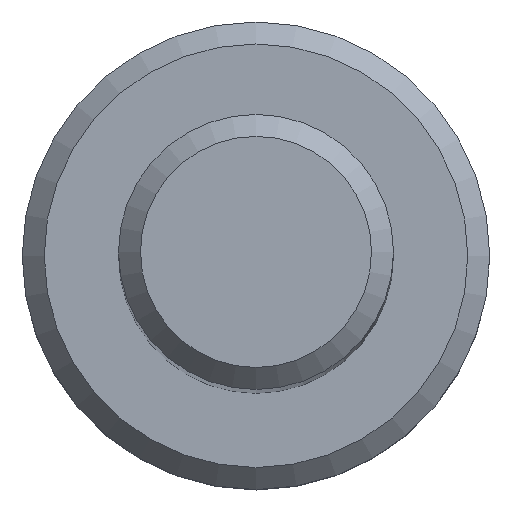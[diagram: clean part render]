
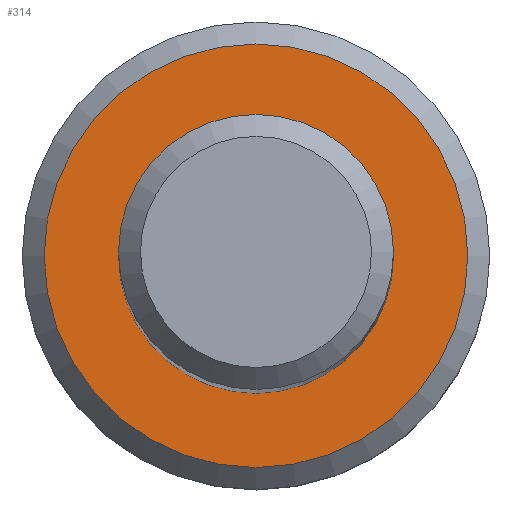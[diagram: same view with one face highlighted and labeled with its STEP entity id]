
A CAD part, top view. The second image highlights one B-rep face of the part: STEP entity #314.
In plain terms, the highlighted planar face has unit normal (0, 0, 1).
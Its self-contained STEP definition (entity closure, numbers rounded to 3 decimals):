
#16=FACE_BOUND('',#61,.T.);
#18=PLANE('',#353);
#38=FACE_OUTER_BOUND('',#60,.T.);
#60=EDGE_LOOP('',(#239));
#61=EDGE_LOOP('',(#240));
#141=CIRCLE('',#352,3.85);
#142=CIRCLE('',#354,2.5);
#160=VERTEX_POINT('',#504);
#161=VERTEX_POINT('',#508);
#189=EDGE_CURVE('',#160,#160,#141,.T.);
#190=EDGE_CURVE('',#161,#161,#142,.T.);
#239=ORIENTED_EDGE('',*,*,#189,.F.);
#240=ORIENTED_EDGE('',*,*,#190,.T.);
#314=ADVANCED_FACE('',(#38,#16),#18,.T.);
#352=AXIS2_PLACEMENT_3D('',#506,#404,#405);
#353=AXIS2_PLACEMENT_3D('',#507,#406,#407);
#354=AXIS2_PLACEMENT_3D('',#509,#408,#409);
#404=DIRECTION('center_axis',(0.,0.,-1.));
#405=DIRECTION('ref_axis',(-1.,0.,0.));
#406=DIRECTION('center_axis',(0.,0.,1.));
#407=DIRECTION('ref_axis',(1.,0.,0.));
#408=DIRECTION('center_axis',(0.,0.,-1.));
#409=DIRECTION('ref_axis',(-1.,0.,0.));
#504=CARTESIAN_POINT('',(3.85,0.,5.));
#506=CARTESIAN_POINT('Origin',(0.,0.,5.));
#507=CARTESIAN_POINT('Origin',(0.,4.25,5.));
#508=CARTESIAN_POINT('',(2.5,0.,5.));
#509=CARTESIAN_POINT('Origin',(0.,0.,5.));
